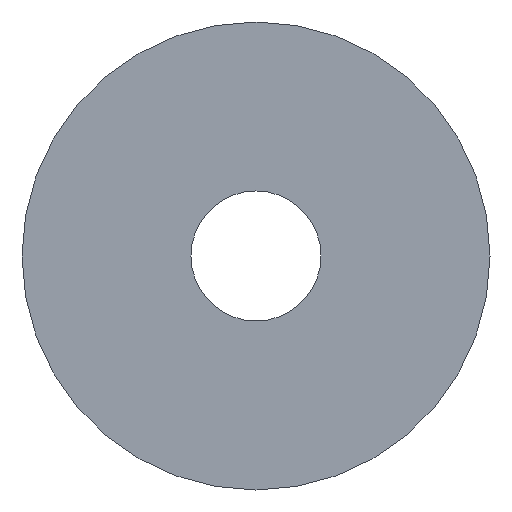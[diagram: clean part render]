
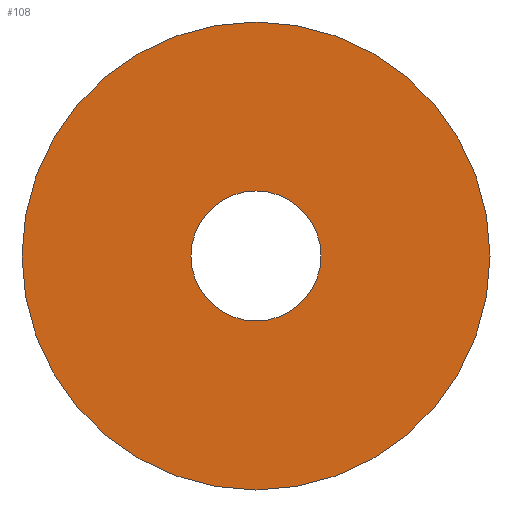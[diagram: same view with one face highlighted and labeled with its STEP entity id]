
A CAD part, front view. The second image highlights one B-rep face of the part: STEP entity #108.
In plain terms, the highlighted planar face has unit normal (0, -1, 0).
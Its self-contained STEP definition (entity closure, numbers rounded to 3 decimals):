
#15=FACE_BOUND('',#33,.T.);
#19=PLANE('',#132);
#24=FACE_OUTER_BOUND('',#32,.T.);
#32=EDGE_LOOP('',(#83));
#33=EDGE_LOOP('',(#84));
#52=CIRCLE('',#131,2.5);
#53=CIRCLE('',#133,9.);
#60=VERTEX_POINT('',#187);
#61=VERTEX_POINT('',#191);
#69=EDGE_CURVE('',#60,#60,#52,.T.);
#70=EDGE_CURVE('',#61,#61,#53,.T.);
#83=ORIENTED_EDGE('',*,*,#70,.T.);
#84=ORIENTED_EDGE('',*,*,#69,.T.);
#108=ADVANCED_FACE('',(#24,#15),#19,.T.);
#131=AXIS2_PLACEMENT_3D('',#189,#152,#153);
#132=AXIS2_PLACEMENT_3D('',#190,#154,#155);
#133=AXIS2_PLACEMENT_3D('',#192,#156,#157);
#152=DIRECTION('center_axis',(0.,1.,0.));
#153=DIRECTION('ref_axis',(-1.,0.,0.));
#154=DIRECTION('center_axis',(0.,-1.,0.));
#155=DIRECTION('ref_axis',(0.,0.,-1.));
#156=DIRECTION('center_axis',(0.,-1.,0.));
#157=DIRECTION('ref_axis',(1.,0.,0.));
#187=CARTESIAN_POINT('',(2.5,0.,0.));
#189=CARTESIAN_POINT('Origin',(0.,0.,0.));
#190=CARTESIAN_POINT('Origin',(0.,0.,0.));
#191=CARTESIAN_POINT('',(0.,0.,9.));
#192=CARTESIAN_POINT('Origin',(0.,0.,0.));
